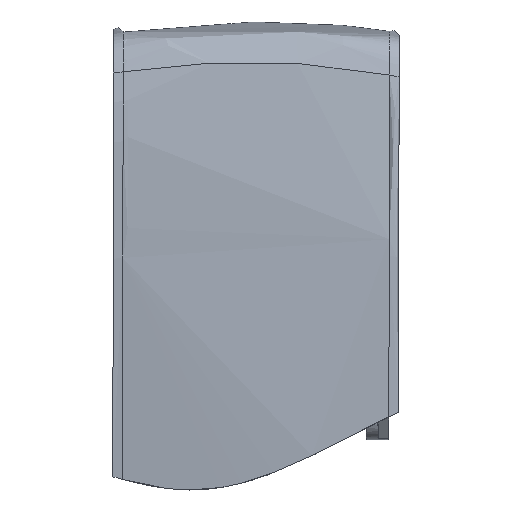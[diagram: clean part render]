
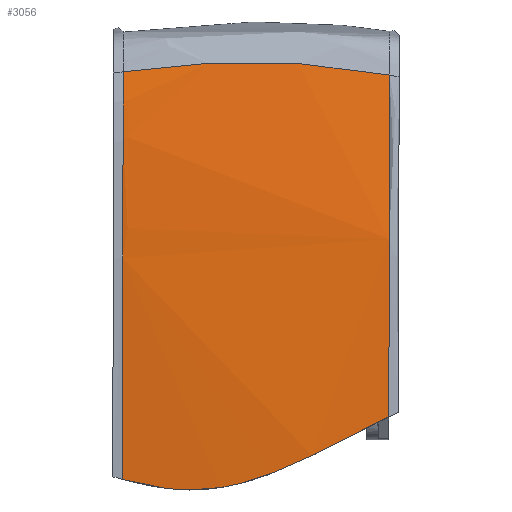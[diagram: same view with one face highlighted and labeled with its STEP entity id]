
A CAD part, left-side view. The second image highlights one B-rep face of the part: STEP entity #3056.
In plain terms, the highlighted free-form (B-spline) face has degree [3, 3] with [12, 6] control points.
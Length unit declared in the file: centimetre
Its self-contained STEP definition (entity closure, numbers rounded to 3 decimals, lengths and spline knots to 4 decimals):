
#242=B_SPLINE_SURFACE_WITH_KNOTS($,3,3,((#8257,#8258,#8259,#8260,#8261,
#8262),(#8263,#8264,#8265,#8266,#8267,#8268),(#8269,#8270,#8271,#8272,#8273,
#8274),(#8275,#8276,#8277,#8278,#8279,#8280),(#8281,#8282,#8283,#8284,#8285,
#8286),(#8287,#8288,#8289,#8290,#8291,#8292),(#8293,#8294,#8295,#8296,#8297,
#8298),(#8299,#8300,#8301,#8302,#8303,#8304),(#8305,#8306,#8307,#8308,#8309,
#8310),(#8311,#8312,#8313,#8314,#8315,#8316),(#8317,#8318,#8319,#8320,#8321,
#8322),(#8323,#8324,#8325,#8326,#8327,#8328)),.UNSPECIFIED.,.F.,.F.,.F.,
(4,2,2,2,2,4),(4,2,4),(0.,0.125,0.25,0.5,1.,1.1604),
(1.9799,2.,2.9525),.UNSPECIFIED.);
#394=FACE_OUTER_BOUND($,#559,.T.);
#559=EDGE_LOOP($,(#2735,#2736,#2737,#2738));
#581=B_SPLINE_CURVE_WITH_KNOTS($,3,(#4207,#4208,#4209,#4210,#4211,#4212,
#4213,#4214,#4215,#4216),.UNSPECIFIED.,.F.,.F.,(4,2,2,2,4),(0.,
1.4412,2.9274,4.457,6.0122),
 .UNSPECIFIED.);
#588=B_SPLINE_CURVE_WITH_KNOTS($,3,(#4311,#4312,#4313,#4314,#4315,#4316),
 .UNSPECIFIED.,.F.,.F.,(4,2,4),(-6.3875,-4.4465,0.),
 .UNSPECIFIED.);
#618=B_SPLINE_CURVE_WITH_KNOTS($,3,(#5256,#5257,#5258,#5259,#5260,#5261,
#5262,#5263),.UNSPECIFIED.,.F.,.F.,(4,2,2,4),(-4.6554,-3.2707,
-1.9546,0.),.UNSPECIFIED.);
#708=B_SPLINE_CURVE_WITH_KNOTS($,3,(#8329,#8330,#8331,#8332,#8333,#8334),
 .UNSPECIFIED.,.F.,.F.,(4,2,4),(-2.9136,-2.,-1.984),
 .UNSPECIFIED.);
#1118=VERTEX_POINT($,#4198);
#1119=VERTEX_POINT($,#4206);
#1128=VERTEX_POINT($,#4309);
#1151=VERTEX_POINT($,#5155);
#1429=EDGE_CURVE($,#1119,#1118,#581,.T.);
#1440=EDGE_CURVE($,#1128,#1118,#588,.T.);
#1474=EDGE_CURVE($,#1119,#1151,#618,.T.);
#1878=EDGE_CURVE($,#1128,#1151,#708,.T.);
#2735=ORIENTED_EDGE($,*,*,#1474,.F.);
#2736=ORIENTED_EDGE($,*,*,#1429,.T.);
#2737=ORIENTED_EDGE($,*,*,#1440,.F.);
#2738=ORIENTED_EDGE($,*,*,#1878,.T.);
#3056=ADVANCED_FACE($,(#394),#242,.T.);
#4198=CARTESIAN_POINT('',(-22.4979,8.2529,7.2106));
#4206=CARTESIAN_POINT('',(-22.335,13.737,5.9225));
#4207=CARTESIAN_POINT('Ctrl Pts',(-22.335,13.737,5.9225));
#4208=CARTESIAN_POINT('Ctrl Pts',(-22.3516,13.2742,5.7947));
#4209=CARTESIAN_POINT('Ctrl Pts',(-22.3737,12.8457,5.7153));
#4210=CARTESIAN_POINT('Ctrl Pts',(-22.4149,11.9619,5.6975));
#4211=CARTESIAN_POINT('Ctrl Pts',(-22.4326,11.5424,5.7649));
#4212=CARTESIAN_POINT('Ctrl Pts',(-22.4638,10.6733,6.0255));
#4213=CARTESIAN_POINT('Ctrl Pts',(-22.478,10.2313,6.2199));
#4214=CARTESIAN_POINT('Ctrl Pts',(-22.4997,9.2777,6.6866));
#4215=CARTESIAN_POINT('Ctrl Pts',(-22.5058,8.7827,6.9513));
#4216=CARTESIAN_POINT('Ctrl Pts',(-22.4979,8.2529,7.2106));
#4309=CARTESIAN_POINT('',(-21.8346,8.2413,14.248));
#4311=CARTESIAN_POINT('Ctrl Pts',(-21.8346,8.2413,14.248));
#4312=CARTESIAN_POINT('Ctrl Pts',(-21.9748,8.2421,13.7284));
#4313=CARTESIAN_POINT('Ctrl Pts',(-22.0829,8.2435,12.9207));
#4314=CARTESIAN_POINT('Ctrl Pts',(-22.3276,8.2471,10.7321));
#4315=CARTESIAN_POINT('Ctrl Pts',(-22.4561,8.2504,8.6922));
#4316=CARTESIAN_POINT('Ctrl Pts',(-22.4979,8.2529,7.2106));
#5155=CARTESIAN_POINT('',(-22.1729,13.7232,14.3168));
#5256=CARTESIAN_POINT('Ctrl Pts',(-22.335,13.737,5.9225));
#5257=CARTESIAN_POINT('Ctrl Pts',(-22.3432,13.7355,6.831));
#5258=CARTESIAN_POINT('Ctrl Pts',(-22.3661,13.7342,7.5889));
#5259=CARTESIAN_POINT('Ctrl Pts',(-22.4136,13.7313,9.3739));
#5260=CARTESIAN_POINT('Ctrl Pts',(-22.4375,13.7297,10.365));
#5261=CARTESIAN_POINT('Ctrl Pts',(-22.4267,13.726,12.5949));
#5262=CARTESIAN_POINT('Ctrl Pts',(-22.3601,13.7242,13.6927));
#5263=CARTESIAN_POINT('Ctrl Pts',(-22.1729,13.7232,14.3168));
#8257=CARTESIAN_POINT('Ctrl Pts',(-22.1737,13.7464,14.3135));
#8258=CARTESIAN_POINT('Ctrl Pts',(-22.1723,13.7082,14.3189));
#8259=CARTESIAN_POINT('Ctrl Pts',(-22.171,13.67,14.3242));
#8260=CARTESIAN_POINT('Ctrl Pts',(-22.1059,11.8204,14.5773));
#8261=CARTESIAN_POINT('Ctrl Pts',(-22.0104,9.9937,14.6189));
#8262=CARTESIAN_POINT('Ctrl Pts',(-21.8107,7.9977,14.1988));
#8263=CARTESIAN_POINT('Ctrl Pts',(-22.224,13.7455,14.146));
#8264=CARTESIAN_POINT('Ctrl Pts',(-22.2226,13.7074,14.1513));
#8265=CARTESIAN_POINT('Ctrl Pts',(-22.2211,13.6692,14.1565));
#8266=CARTESIAN_POINT('Ctrl Pts',(-22.1514,11.8222,14.4031));
#8267=CARTESIAN_POINT('Ctrl Pts',(-22.0534,9.9983,14.4356));
#8268=CARTESIAN_POINT('Ctrl Pts',(-21.8633,8.009,14.0133));
#8269=CARTESIAN_POINT('Ctrl Pts',(-22.265,13.7442,13.9462));
#8270=CARTESIAN_POINT('Ctrl Pts',(-22.2636,13.7061,13.9513));
#8271=CARTESIAN_POINT('Ctrl Pts',(-22.2621,13.668,13.9563));
#8272=CARTESIAN_POINT('Ctrl Pts',(-22.189,11.8242,14.1926));
#8273=CARTESIAN_POINT('Ctrl Pts',(-22.0926,10.003,14.2095));
#8274=CARTESIAN_POINT('Ctrl Pts',(-21.9133,8.0206,13.7847));
#8275=CARTESIAN_POINT('Ctrl Pts',(-22.3322,13.7414,13.4922));
#8276=CARTESIAN_POINT('Ctrl Pts',(-22.3306,13.7035,13.4967));
#8277=CARTESIAN_POINT('Ctrl Pts',(-22.329,13.6655,13.5012));
#8278=CARTESIAN_POINT('Ctrl Pts',(-22.2519,11.8287,13.7113));
#8279=CARTESIAN_POINT('Ctrl Pts',(-22.1646,10.013,13.6893));
#8280=CARTESIAN_POINT('Ctrl Pts',(-22.0082,8.0445,13.2598));
#8281=CARTESIAN_POINT('Ctrl Pts',(-22.3583,13.74,13.238));
#8282=CARTESIAN_POINT('Ctrl Pts',(-22.3567,13.7021,13.2422));
#8283=CARTESIAN_POINT('Ctrl Pts',(-22.3551,13.6642,13.2463));
#8284=CARTESIAN_POINT('Ctrl Pts',(-22.2771,11.8313,13.4407));
#8285=CARTESIAN_POINT('Ctrl Pts',(-22.1974,10.0182,13.3951));
#8286=CARTESIAN_POINT('Ctrl Pts',(-22.0531,8.0567,12.9636));
#8287=CARTESIAN_POINT('Ctrl Pts',(-22.418,13.7371,12.4106));
#8288=CARTESIAN_POINT('Ctrl Pts',(-22.4164,13.6995,12.4138));
#8289=CARTESIAN_POINT('Ctrl Pts',(-22.4148,13.6618,12.4168));
#8290=CARTESIAN_POINT('Ctrl Pts',(-22.3376,11.8408,12.5589));
#8291=CARTESIAN_POINT('Ctrl Pts',(-22.2869,10.035,12.4379));
#8292=CARTESIAN_POINT('Ctrl Pts',(-22.1797,8.0939,12.003));
#8293=CARTESIAN_POINT('Ctrl Pts',(-22.4333,13.737,11.7726));
#8294=CARTESIAN_POINT('Ctrl Pts',(-22.4318,13.6996,11.7749));
#8295=CARTESIAN_POINT('Ctrl Pts',(-22.4303,13.6621,11.7771));
#8296=CARTESIAN_POINT('Ctrl Pts',(-22.3581,11.8495,11.878));
#8297=CARTESIAN_POINT('Ctrl Pts',(-22.335,10.0476,11.7002));
#8298=CARTESIAN_POINT('Ctrl Pts',(-22.2532,8.1192,11.2666));
#8299=CARTESIAN_POINT('Ctrl Pts',(-22.436,13.7555,9.7386));
#8300=CARTESIAN_POINT('Ctrl Pts',(-22.435,13.7185,9.7386));
#8301=CARTESIAN_POINT('Ctrl Pts',(-22.434,13.6815,9.7384));
#8302=CARTESIAN_POINT('Ctrl Pts',(-22.388,11.8897,9.7242));
#8303=CARTESIAN_POINT('Ctrl Pts',(-22.4506,10.0924,9.4111));
#8304=CARTESIAN_POINT('Ctrl Pts',(-22.4357,8.1927,9.0069));
#8305=CARTESIAN_POINT('Ctrl Pts',(-22.3803,13.7928,8.2226));
#8306=CARTESIAN_POINT('Ctrl Pts',(-22.3799,13.756,8.2212));
#8307=CARTESIAN_POINT('Ctrl Pts',(-22.3795,13.7192,8.2197));
#8308=CARTESIAN_POINT('Ctrl Pts',(-22.3663,11.9351,8.14));
#8309=CARTESIAN_POINT('Ctrl Pts',(-22.4898,10.1315,7.7838));
#8310=CARTESIAN_POINT('Ctrl Pts',(-22.5066,8.2384,7.4336));
#8311=CARTESIAN_POINT('Ctrl Pts',(-22.3371,13.9217,6.5053));
#8312=CARTESIAN_POINT('Ctrl Pts',(-22.338,13.8845,6.5042));
#8313=CARTESIAN_POINT('Ctrl Pts',(-22.3388,13.8473,6.5032));
#8314=CARTESIAN_POINT('Ctrl Pts',(-22.3825,12.0444,6.4485));
#8315=CARTESIAN_POINT('Ctrl Pts',(-22.5143,10.2034,6.2897));
#8316=CARTESIAN_POINT('Ctrl Pts',(-22.5137,8.2786,6.1061));
#8317=CARTESIAN_POINT('Ctrl Pts',(-22.329,13.9592,6.1103));
#8318=CARTESIAN_POINT('Ctrl Pts',(-22.3302,13.9219,6.1096));
#8319=CARTESIAN_POINT('Ctrl Pts',(-22.3314,13.8845,6.1088));
#8320=CARTESIAN_POINT('Ctrl Pts',(-22.3899,12.0749,6.0688));
#8321=CARTESIAN_POINT('Ctrl Pts',(-22.5181,10.2225,5.978));
#8322=CARTESIAN_POINT('Ctrl Pts',(-22.5086,8.2868,5.8421));
#8323=CARTESIAN_POINT('Ctrl Pts',(-22.3226,14.0011,5.7286));
#8324=CARTESIAN_POINT('Ctrl Pts',(-22.3241,13.9636,5.728));
#8325=CARTESIAN_POINT('Ctrl Pts',(-22.3257,13.9261,5.7275));
#8326=CARTESIAN_POINT('Ctrl Pts',(-22.4002,12.1083,5.7001));
#8327=CARTESIAN_POINT('Ctrl Pts',(-22.5218,10.2432,5.6755));
#8328=CARTESIAN_POINT('Ctrl Pts',(-22.5004,8.2946,5.5864));
#8329=CARTESIAN_POINT('Ctrl Pts',(-21.8346,8.2413,14.248));
#8330=CARTESIAN_POINT('Ctrl Pts',(-22.0181,10.1427,14.6152));
#8331=CARTESIAN_POINT('Ctrl Pts',(-22.1085,11.8943,14.5672));
#8332=CARTESIAN_POINT('Ctrl Pts',(-22.1707,13.6622,14.3253));
#8333=CARTESIAN_POINT('Ctrl Pts',(-22.1718,13.6927,14.321));
#8334=CARTESIAN_POINT('Ctrl Pts',(-22.1729,13.7232,14.3168));
